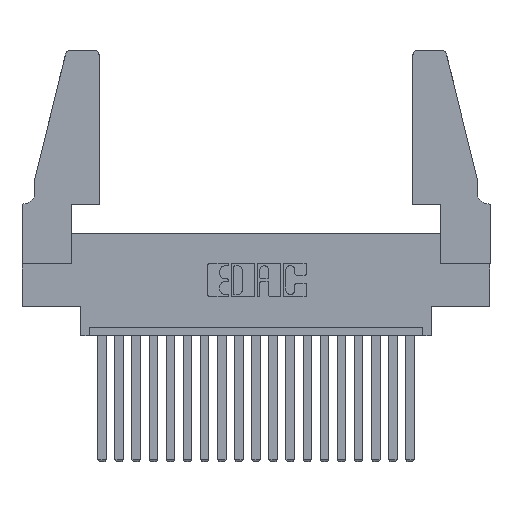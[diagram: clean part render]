
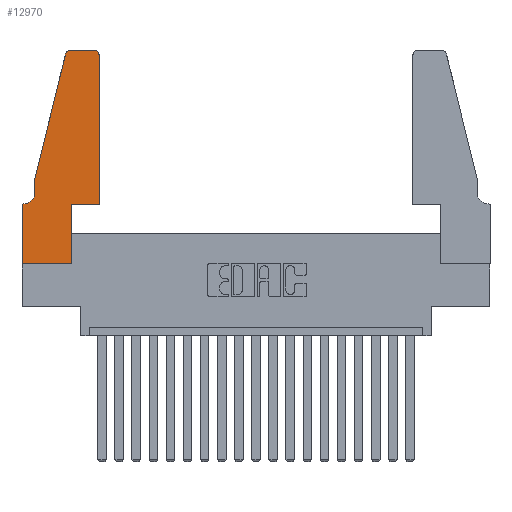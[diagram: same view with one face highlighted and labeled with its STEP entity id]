
A CAD part, top view. The second image highlights one B-rep face of the part: STEP entity #12970.
In plain terms, the highlighted planar face has unit normal (0, 0, 1).
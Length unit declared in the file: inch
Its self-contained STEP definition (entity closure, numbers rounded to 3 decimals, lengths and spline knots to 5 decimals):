
#117 = CARTESIAN_POINT ( 'NONE',  ( 0.2865, 0., 0.37 ) ) ;
#263 = VERTEX_POINT ( 'NONE', #6421 ) ;
#377 = VECTOR ( 'NONE', #3149, 39.37008 ) ;
#430 = PLANE ( 'NONE',  #14764 ) ;
#532 = VECTOR ( 'NONE', #554, 39.37008 ) ;
#554 = DIRECTION ( 'NONE',  ( -0.239, -0.971, 0. ) ) ;
#641 = LINE ( 'NONE', #4479, #18319 ) ;
#998 = LINE ( 'NONE', #8070, #532 ) ;
#1081 = CIRCLE ( 'NONE', #5064, 0.03 ) ;
#1123 = EDGE_CURVE ( 'NONE', #13855, #9814, #7979, .T. ) ;
#1350 = EDGE_CURVE ( 'NONE', #9937, #13855, #5398, .T. ) ;
#1486 = DIRECTION ( 'NONE',  ( 1., 0., 0. ) ) ;
#1555 = EDGE_CURVE ( 'NONE', #10881, #16341, #641, .T. ) ;
#1889 = DIRECTION ( 'NONE',  ( 0., -1., 0. ) ) ;
#2317 = FACE_OUTER_BOUND ( 'NONE', #9470, .T. ) ;
#2487 = CARTESIAN_POINT ( 'NONE',  ( 0.0755, 0.35, 0.37 ) ) ;
#2965 = CARTESIAN_POINT ( 'NONE',  ( 0.0755, 0.5, 0.37 ) ) ;
#3149 = DIRECTION ( 'NONE',  ( 1., 0., 0. ) ) ;
#3399 = ORIENTED_EDGE ( 'NONE', *, *, #8877, .T. ) ;
#3604 = EDGE_CURVE ( 'NONE', #11030, #10881, #10665, .T. ) ;
#3657 = DIRECTION ( 'NONE',  ( 0., 1., 0. ) ) ;
#3703 = CARTESIAN_POINT ( 'NONE',  ( 0.25487, 1.22718, 0.37 ) ) ;
#3823 = ORIENTED_EDGE ( 'NONE', *, *, #10445, .T. ) ;
#3830 = DIRECTION ( 'NONE',  ( 0., 1., 0. ) ) ;
#4191 = LINE ( 'NONE', #12925, #8410 ) ;
#4479 = CARTESIAN_POINT ( 'NONE',  ( 0., 0., 0.37 ) ) ;
#4538 = ORIENTED_EDGE ( 'NONE', *, *, #16832, .T. ) ;
#4716 = CARTESIAN_POINT ( 'NONE',  ( 0., 0., 0.37 ) ) ;
#4919 = CARTESIAN_POINT ( 'NONE',  ( 0.4505, 0.35, 0.37 ) ) ;
#5064 = AXIS2_PLACEMENT_3D ( 'NONE', #13476, #12212, #10518 ) ;
#5341 = AXIS2_PLACEMENT_3D ( 'NONE', #12113, #17980, #17146 ) ;
#5398 = LINE ( 'NONE', #12736, #7743 ) ;
#5706 = ORIENTED_EDGE ( 'NONE', *, *, #15921, .T. ) ;
#5760 = ORIENTED_EDGE ( 'NONE', *, *, #12102, .T. ) ;
#6421 = CARTESIAN_POINT ( 'NONE',  ( 0.0755, 0.42, 0.37 ) ) ;
#6442 = VERTEX_POINT ( 'NONE', #8728 ) ;
#6508 = ORIENTED_EDGE ( 'NONE', *, *, #1350, .T. ) ;
#6631 = EDGE_CURVE ( 'NONE', #9232, #9937, #8862, .T. ) ;
#6815 = EDGE_CURVE ( 'NONE', #6442, #11030, #16195, .T. ) ;
#6846 = AXIS2_PLACEMENT_3D ( 'NONE', #14934, #13150, #10311 ) ;
#7430 = CARTESIAN_POINT ( 'NONE',  ( 0.4505, 0.35, 0.37 ) ) ;
#7743 = VECTOR ( 'NONE', #3657, 39.37008 ) ;
#7790 = VECTOR ( 'NONE', #1889, 39.37008 ) ;
#7890 = DIRECTION ( 'NONE',  ( 0., 0., 1. ) ) ;
#7979 = CIRCLE ( 'NONE', #6846, 0.03 ) ;
#8070 = CARTESIAN_POINT ( 'NONE',  ( 0.0755, 0.5, 0.37 ) ) ;
#8165 = CARTESIAN_POINT ( 'NONE',  ( 0.2865, 0.35, 0.37 ) ) ;
#8410 = VECTOR ( 'NONE', #16278, 39.37008 ) ;
#8728 = CARTESIAN_POINT ( 'NONE',  ( 0.0055, 0.35, 0.37 ) ) ;
#8862 = LINE ( 'NONE', #7430, #377 ) ;
#8877 = EDGE_CURVE ( 'NONE', #263, #6442, #17056, .T. ) ;
#9219 = CARTESIAN_POINT ( 'NONE',  ( 0., 0.35, 0.37 ) ) ;
#9232 = VERTEX_POINT ( 'NONE', #11909 ) ;
#9394 = CARTESIAN_POINT ( 'NONE',  ( 0.284, 1.25, 0.37 ) ) ;
#9470 = EDGE_LOOP ( 'NONE', ( #4538, #11397, #3823, #5760, #3399, #11577, #18262, #14088, #5706, #18429, #6508, #16558 ) ) ;
#9814 = VERTEX_POINT ( 'NONE', #18410 ) ;
#9937 = VERTEX_POINT ( 'NONE', #4919 ) ;
#10311 = DIRECTION ( 'NONE',  ( 1., 0., 0. ) ) ;
#10445 = EDGE_CURVE ( 'NONE', #16017, #11852, #998, .T. ) ;
#10518 = DIRECTION ( 'NONE',  ( 1., 0., 0. ) ) ;
#10665 = LINE ( 'NONE', #11684, #14206 ) ;
#10881 = VERTEX_POINT ( 'NONE', #4716 ) ;
#11005 = VECTOR ( 'NONE', #12894, 39.37008 ) ;
#11030 = VERTEX_POINT ( 'NONE', #9219 ) ;
#11035 = CARTESIAN_POINT ( 'NONE',  ( 0.4505, 1.22, 0.37 ) ) ;
#11397 = ORIENTED_EDGE ( 'NONE', *, *, #14711, .T. ) ;
#11577 = ORIENTED_EDGE ( 'NONE', *, *, #6815, .T. ) ;
#11684 = CARTESIAN_POINT ( 'NONE',  ( 0., 0., 0.37 ) ) ;
#11852 = VERTEX_POINT ( 'NONE', #16050 ) ;
#11909 = CARTESIAN_POINT ( 'NONE',  ( 0.2865, 0.35, 0.37 ) ) ;
#12102 = EDGE_CURVE ( 'NONE', #11852, #263, #16738, .T. ) ;
#12113 = CARTESIAN_POINT ( 'NONE',  ( 0.0055, 0.42, 0.37 ) ) ;
#12212 = DIRECTION ( 'NONE',  ( 0., 0., 1. ) ) ;
#12736 = CARTESIAN_POINT ( 'NONE',  ( 0.4505, 0.35, 0.37 ) ) ;
#12894 = DIRECTION ( 'NONE',  ( -1., 0., 0. ) ) ;
#12925 = CARTESIAN_POINT ( 'NONE',  ( 0.2605, 1.25, 0.37 ) ) ;
#12970 = ADVANCED_FACE ( 'NONE', ( #2317 ), #430, .T. ) ;
#13069 = VECTOR ( 'NONE', #3830, 39.37008 ) ;
#13150 = DIRECTION ( 'NONE',  ( 0., 0., 1. ) ) ;
#13476 = CARTESIAN_POINT ( 'NONE',  ( 0.284, 1.22, 0.37 ) ) ;
#13855 = VERTEX_POINT ( 'NONE', #11035 ) ;
#14088 = ORIENTED_EDGE ( 'NONE', *, *, #1555, .T. ) ;
#14206 = VECTOR ( 'NONE', #14668, 39.37008 ) ;
#14668 = DIRECTION ( 'NONE',  ( 0., -1., 0. ) ) ;
#14711 = EDGE_CURVE ( 'NONE', #18281, #16017, #1081, .T. ) ;
#14764 = AXIS2_PLACEMENT_3D ( 'NONE', #18488, #7890, #15664 ) ;
#14934 = CARTESIAN_POINT ( 'NONE',  ( 0.4205, 1.22, 0.37 ) ) ;
#15664 = DIRECTION ( 'NONE',  ( 1., 0., 0. ) ) ;
#15921 = EDGE_CURVE ( 'NONE', #16341, #9232, #18489, .T. ) ;
#16017 = VERTEX_POINT ( 'NONE', #3703 ) ;
#16050 = CARTESIAN_POINT ( 'NONE',  ( 0.0755, 0.5, 0.37 ) ) ;
#16195 = LINE ( 'NONE', #2487, #11005 ) ;
#16278 = DIRECTION ( 'NONE',  ( -1., 0., 0. ) ) ;
#16341 = VERTEX_POINT ( 'NONE', #117 ) ;
#16558 = ORIENTED_EDGE ( 'NONE', *, *, #1123, .T. ) ;
#16738 = LINE ( 'NONE', #2965, #7790 ) ;
#16832 = EDGE_CURVE ( 'NONE', #9814, #18281, #4191, .T. ) ;
#17056 = CIRCLE ( 'NONE', #5341, 0.07 ) ;
#17146 = DIRECTION ( 'NONE',  ( -1., 0., 0. ) ) ;
#17980 = DIRECTION ( 'NONE',  ( 0., 0., -1. ) ) ;
#18262 = ORIENTED_EDGE ( 'NONE', *, *, #3604, .T. ) ;
#18281 = VERTEX_POINT ( 'NONE', #9394 ) ;
#18319 = VECTOR ( 'NONE', #1486, 39.37008 ) ;
#18410 = CARTESIAN_POINT ( 'NONE',  ( 0.4205, 1.25, 0.37 ) ) ;
#18429 = ORIENTED_EDGE ( 'NONE', *, *, #6631, .T. ) ;
#18488 = CARTESIAN_POINT ( 'NONE',  ( 0., 0.35, 0.37 ) ) ;
#18489 = LINE ( 'NONE', #8165, #13069 ) ;
